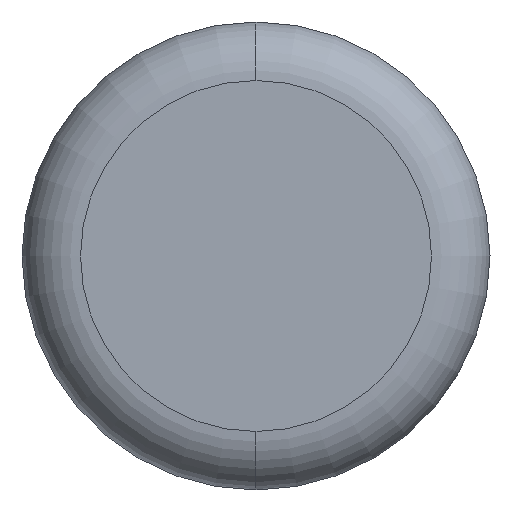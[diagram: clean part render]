
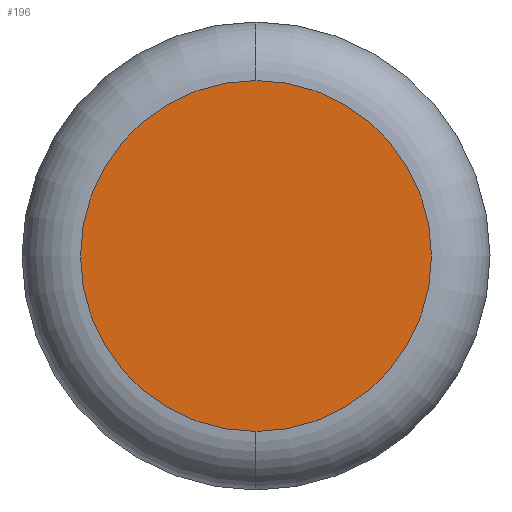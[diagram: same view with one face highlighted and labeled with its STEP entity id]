
A CAD part, front view. The second image highlights one B-rep face of the part: STEP entity #196.
In plain terms, the highlighted planar face has unit normal (0, -1, 0).
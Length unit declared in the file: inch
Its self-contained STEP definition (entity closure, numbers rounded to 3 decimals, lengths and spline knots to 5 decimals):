
#27 = CARTESIAN_POINT ( 'NONE',  ( 0., 0., -0.375 ) ) ;
#35 = PLANE ( 'NONE',  #353 ) ;
#49 = DIRECTION ( 'NONE',  ( 0., 0., -1. ) ) ;
#97 = DIRECTION ( 'NONE',  ( 0., -1., 0. ) ) ;
#122 = DIRECTION ( 'NONE',  ( 0., 0., -1. ) ) ;
#175 = EDGE_LOOP ( 'NONE', ( #492, #544 ) ) ;
#190 = EDGE_CURVE ( 'NONE', #423, #255, #317, .T. ) ;
#196 = ADVANCED_FACE ( 'NONE', ( #241 ), #35, .T. ) ;
#241 = FACE_OUTER_BOUND ( 'NONE', #175, .T. ) ;
#255 = VERTEX_POINT ( 'NONE', #342 ) ;
#277 = CARTESIAN_POINT ( 'NONE',  ( 0., 0., 0. ) ) ;
#288 = CARTESIAN_POINT ( 'NONE',  ( 0., 0., 0. ) ) ;
#292 = AXIS2_PLACEMENT_3D ( 'NONE', #277, #441, #122 ) ;
#316 = DIRECTION ( 'NONE',  ( 0., 0., -1. ) ) ;
#317 = CIRCLE ( 'NONE', #534, 0.375 ) ;
#342 = CARTESIAN_POINT ( 'NONE',  ( 0., 0., 0.375 ) ) ;
#344 = CARTESIAN_POINT ( 'NONE',  ( 0., 0., 0. ) ) ;
#353 = AXIS2_PLACEMENT_3D ( 'NONE', #344, #97, #49 ) ;
#354 = CIRCLE ( 'NONE', #292, 0.375 ) ;
#399 = EDGE_CURVE ( 'NONE', #255, #423, #354, .T. ) ;
#423 = VERTEX_POINT ( 'NONE', #27 ) ;
#441 = DIRECTION ( 'NONE',  ( 0., -1., 0. ) ) ;
#492 = ORIENTED_EDGE ( 'NONE', *, *, #190, .T. ) ;
#501 = DIRECTION ( 'NONE',  ( 0., -1., 0. ) ) ;
#534 = AXIS2_PLACEMENT_3D ( 'NONE', #288, #501, #316 ) ;
#544 = ORIENTED_EDGE ( 'NONE', *, *, #399, .T. ) ;
